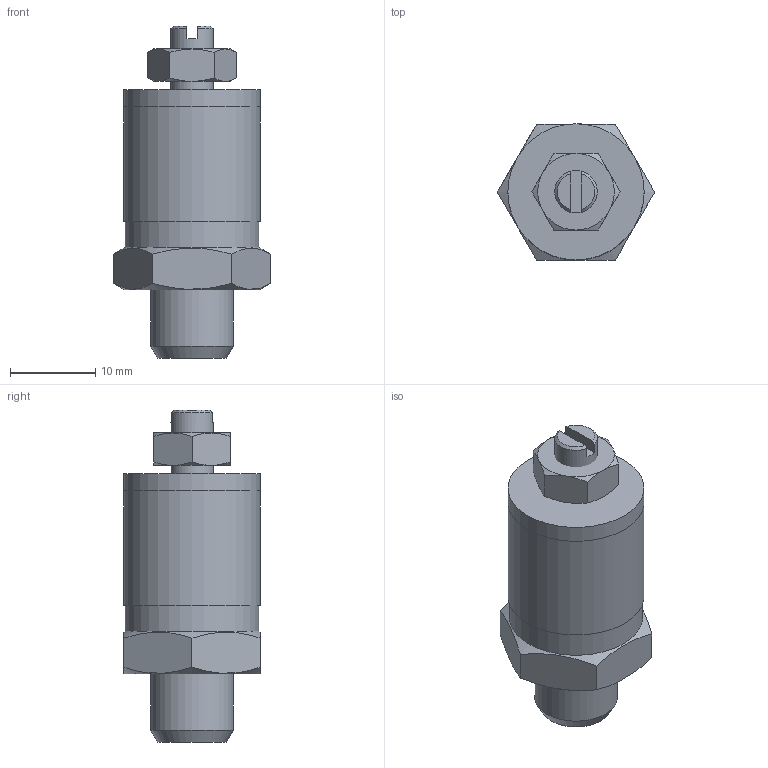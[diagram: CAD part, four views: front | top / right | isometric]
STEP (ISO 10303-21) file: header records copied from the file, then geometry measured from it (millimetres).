
FILE_DESCRIPTION(( 'MV.18VESPE.STP' ), '1');
FILE_NAME( 'MV.18VESPE.STP', '2018-10-04T12:11:57',( 'Sopra'),('sopra-pneumatic.com'), 'SwSTEP 2.0','SolidWorks 2009','' );
FILE_SCHEMA (('AUTOMOTIVE_DESIGN { 1 0 10303 214 1 1 1 1 }'));
Length unit declared in the file: millimetre
Products named in the file (6): Root; ROTATIONSTEIL_3; Schalldämpfer; ROTATIONSTEIL_2; Kontermutter; Ventil
Assembly tree (5 placements, depth 2):
  Root
    ROTATIONSTEIL_3
    Schalldämpfer
    ROTATIONSTEIL_2
    Kontermutter
    Ventil
Bounding box: 18.48 x 16 x 39 mm (x, y, z)
Volume: 4738.5 mm3; surface area: 5360.8 mm2
Topology: 5 solids, 5 shells, 71 faces, 153 edges, 98 vertices
Faces by surface type: plane 34, cone 20, cylinder 17
Full cylindrical faces by diameter (mm): 4.2 x1, 4.387 x2, 4.7 x1, 5 x3, 9 x1, 9.728 x1, 10.7 x2, 12 x3, 15.7 x1, 16 x2
Entity records: 5662 total; most frequent: CARTESIAN_POINT 2897, DIRECTION 368, PRESENTATION_STYLE_ASSIGNMENT 239, COLOUR_RGB 235, DRAUGHTING_PRE_DEFINED_CURVE_FONT 234, CURVE_STYLE 234, OVER_RIDING_STYLED_ITEM 234, ORIENTED_EDGE 234
